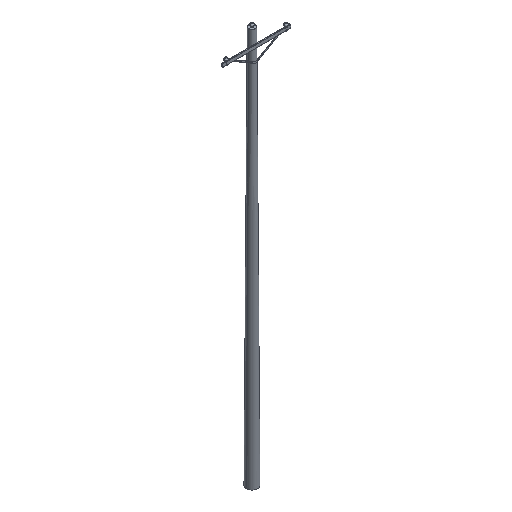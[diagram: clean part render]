
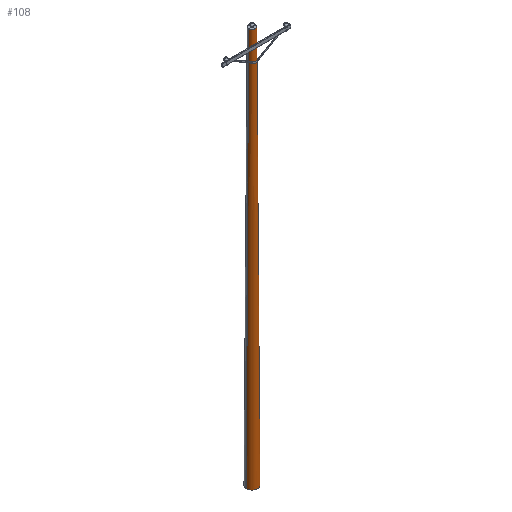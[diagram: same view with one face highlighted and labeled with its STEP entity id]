
A CAD part, isometric view. The second image highlights one B-rep face of the part: STEP entity #108.
In plain terms, the highlighted free-form (B-spline) face has degree [2, 1] with [5, 2] control points.
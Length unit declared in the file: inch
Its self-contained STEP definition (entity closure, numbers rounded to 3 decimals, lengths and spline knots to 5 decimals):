
#108=ADVANCED_FACE('',(#181),#1091,.T.);
#181=FACE_OUTER_BOUND('',#266,.T.);
#266=EDGE_LOOP('',(#557,#558,#559,#560));
#557=ORIENTED_EDGE('',*,*,#706,.T.);
#558=ORIENTED_EDGE('',*,*,#703,.T.);
#559=ORIENTED_EDGE('',*,*,#707,.F.);
#560=ORIENTED_EDGE('',*,*,#705,.F.);
#703=EDGE_CURVE('',#1015,#1016,#787,.T.);
#705=EDGE_CURVE('',#1017,#1018,#788,.T.);
#706=EDGE_CURVE('',#1017,#1015,#853,.T.);
#707=EDGE_CURVE('',#1018,#1016,#854,.T.);
#787=(
BOUNDED_CURVE()
B_SPLINE_CURVE(1,(#2479,#2480),.UNSPECIFIED.,.F.,.F.)
B_SPLINE_CURVE_WITH_KNOTS((2,2),(0.,8.75),.UNSPECIFIED.)
CURVE()
GEOMETRIC_REPRESENTATION_ITEM()
RATIONAL_B_SPLINE_CURVE((1.,1.))
REPRESENTATION_ITEM('')
);
#788=(
BOUNDED_CURVE()
B_SPLINE_CURVE(1,(#2484,#2485),.UNSPECIFIED.,.F.,.F.)
B_SPLINE_CURVE_WITH_KNOTS((2,2),(0.,8.75),.UNSPECIFIED.)
CURVE()
GEOMETRIC_REPRESENTATION_ITEM()
RATIONAL_B_SPLINE_CURVE((1.,1.))
REPRESENTATION_ITEM('')
);
#853=TRIMMED_CURVE($,#919,(#2487),(#2488),.T.,.CARTESIAN.);
#854=TRIMMED_CURVE($,#920,(#2490),(#2491),.T.,.CARTESIAN.);
#919=CIRCLE('',#1312,0.125);
#920=CIRCLE('',#1313,0.075);
#1015=VERTEX_POINT('',#2472);
#1016=VERTEX_POINT('',#2473);
#1017=VERTEX_POINT('',#2474);
#1018=VERTEX_POINT('',#2475);
#1091=(
BOUNDED_SURFACE()
B_SPLINE_SURFACE(2,1,((#2462,#2463),(#2464,#2465),(#2466,#2467),(#2468,
#2469),(#2470,#2471)),.UNSPECIFIED.,.F.,.F.,.F.)
B_SPLINE_SURFACE_WITH_KNOTS((3,2,3),(2,2),(0.3927,0.58905,
0.7854),(0.,8.75),.UNSPECIFIED.)
GEOMETRIC_REPRESENTATION_ITEM()
RATIONAL_B_SPLINE_SURFACE(((1.,1.),(0.707,0.707),
(1.,1.),(0.707,0.707),(1.,1.)))
REPRESENTATION_ITEM('')
SURFACE()
);
#1312=AXIS2_PLACEMENT_3D($,#2486,#1510,#1511);
#1313=AXIS2_PLACEMENT_3D($,#2489,#1512,#1513);
#1510=DIRECTION('',(0.,0.,1.));
#1511=DIRECTION('',(-1.,0.,0.));
#1512=DIRECTION('',(0.,0.,1.));
#1513=DIRECTION('',(-1.,0.,0.));
#2462=CARTESIAN_POINT('',(-0.125,0.,0.));
#2463=CARTESIAN_POINT('',(-0.075,0.,8.75));
#2464=CARTESIAN_POINT('',(-0.125,-0.125,0.));
#2465=CARTESIAN_POINT('',(-0.075,-0.075,8.75));
#2466=CARTESIAN_POINT('',(0.,-0.125,0.));
#2467=CARTESIAN_POINT('',(0.,-0.075,8.75));
#2468=CARTESIAN_POINT('',(0.125,-0.125,0.));
#2469=CARTESIAN_POINT('',(0.075,-0.075,8.75));
#2470=CARTESIAN_POINT('',(0.125,0.,0.));
#2471=CARTESIAN_POINT('',(0.075,0.,8.75));
#2472=CARTESIAN_POINT('',(0.125,0.,0.));
#2473=CARTESIAN_POINT('',(0.075,0.,8.75));
#2474=CARTESIAN_POINT('',(-0.125,0.,0.));
#2475=CARTESIAN_POINT('',(-0.075,0.,8.75));
#2479=CARTESIAN_POINT('',(0.125,0.,0.));
#2480=CARTESIAN_POINT('',(0.075,0.,8.75));
#2484=CARTESIAN_POINT('',(-0.125,0.,0.));
#2485=CARTESIAN_POINT('',(-0.075,0.,8.75));
#2486=CARTESIAN_POINT('',(0.,0.,0.));
#2487=CARTESIAN_POINT('',(-0.125,0.,0.));
#2488=CARTESIAN_POINT('',(0.125,0.,0.));
#2489=CARTESIAN_POINT('',(0.,0.,8.75));
#2490=CARTESIAN_POINT('',(-0.075,0.,8.75));
#2491=CARTESIAN_POINT('',(0.075,0.,8.75));
